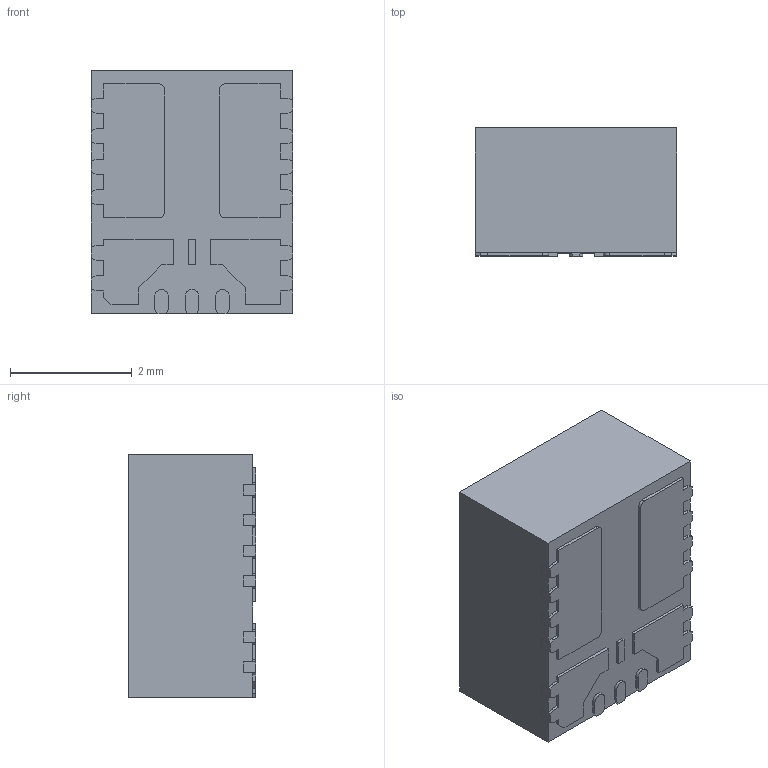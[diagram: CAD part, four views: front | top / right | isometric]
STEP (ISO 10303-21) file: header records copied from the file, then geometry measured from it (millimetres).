
FILE_DESCRIPTION (( 'STEP AP214' ), '1' );
FILE_NAME ('TPSM863257RDXR.STEP', '2023-11-24T07:18:01', ( 'LENOVO' ), ( '' ), 'SwSTEP 2.0', 'SolidWorks 2021', '' );
FILE_SCHEMA (( 'AUTOMOTIVE_DESIGN' ));
Length unit declared in the file: millimetre
Products named in the file (1): TPSM863257RDXR
Bounding box: 3.3 x 2.1 x 4 mm (x, y, z)
Volume: 27.4 mm3; surface area: 80.6 mm2
Topology: 10 solids, 10 shells, 272 faces, 750 edges, 500 vertices
Faces by surface type: plane 254, cylinder 18
Entity records: 8625 total; most frequent: CARTESIAN_POINT 1523, ORIENTED_EDGE 1500, DIRECTION 1332, EDGE_CURVE 750, LINE 714, VECTOR 714, VERTEX_POINT 500, AXIS2_PLACEMENT_3D 309
